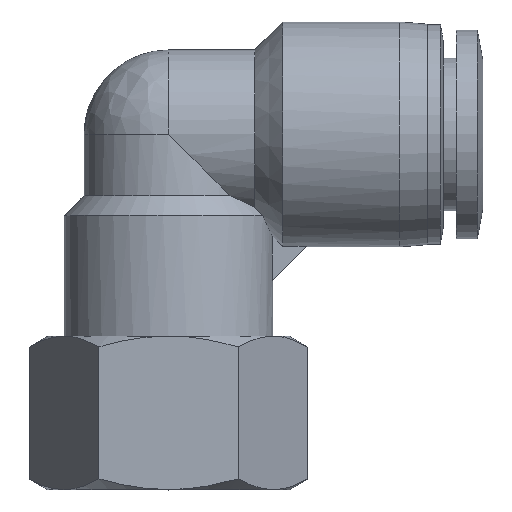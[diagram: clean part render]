
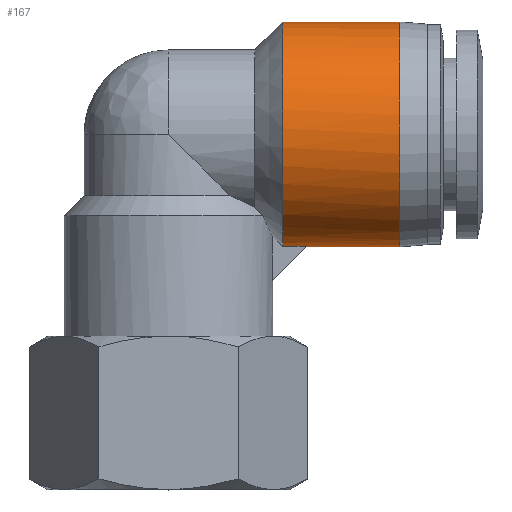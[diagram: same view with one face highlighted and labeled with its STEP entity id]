
A CAD part, top view. The second image highlights one B-rep face of the part: STEP entity #167.
In plain terms, the highlighted cylindrical face has radius 10.25 mm (diameter 20.5 mm), a partial arc.
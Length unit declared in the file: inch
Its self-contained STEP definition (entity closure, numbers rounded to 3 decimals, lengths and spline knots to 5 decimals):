
#125 = LINE ( 'NONE', #2201, #2092 ) ;
#167 = ADVANCED_FACE ( 'NONE', ( #1659 ), #1349, .T. ) ;
#205 = EDGE_CURVE ( 'NONE', #2547, #935, #627, .T. ) ;
#284 = AXIS2_PLACEMENT_3D ( 'NONE', #2332, #833, #2587 ) ;
#334 = CARTESIAN_POINT ( 'NONE',  ( 0.83071, 0.32087, 0. ) ) ;
#355 = ORIENTED_EDGE ( 'NONE', *, *, #554, .F. ) ;
#373 = EDGE_CURVE ( 'NONE', #2305, #2547, #2211, .T. ) ;
#532 =( BOUNDED_CURVE ( )  B_SPLINE_CURVE ( 3, ( #2849, #2887, #2782, #2773 ),
 .UNSPECIFIED., .F., .F. ) 
 B_SPLINE_CURVE_WITH_KNOTS ( ( 4, 4 ),
 ( 3.04388, 3.14159 ),
 .UNSPECIFIED. ) 
 CURVE ( )  GEOMETRIC_REPRESENTATION_ITEM ( )  RATIONAL_B_SPLINE_CURVE ( ( 1., 0.999, 0.999, 1. ) ) 
 REPRESENTATION_ITEM ( '' )  );
#554 = EDGE_CURVE ( 'NONE', #2305, #3151, #1541, .T. ) ;
#590 = CARTESIAN_POINT ( 'NONE',  ( 0.40945, 0.32279, 0.03937 ) ) ;
#627 = LINE ( 'NONE', #2102, #3212 ) ;
#723 = EDGE_CURVE ( 'NONE', #1699, #2580, #125, .T. ) ;
#771 = ORIENTED_EDGE ( 'NONE', *, *, #723, .T. ) ;
#833 = DIRECTION ( 'NONE',  ( 1., 0., 0. ) ) ;
#935 = VERTEX_POINT ( 'NONE', #3051 ) ;
#994 = DIRECTION ( 'NONE',  ( 1., 0., 0. ) ) ;
#1088 = EDGE_CURVE ( 'NONE', #935, #1699, #532, .T. ) ;
#1153 = CARTESIAN_POINT ( 'NONE',  ( 0.83071, 1.12795, 0. ) ) ;
#1349 = CYLINDRICAL_SURFACE ( 'NONE', #1710, 0.40354 ) ;
#1541 = LINE ( 'NONE', #1972, #2751 ) ;
#1566 = DIRECTION ( 'NONE',  ( 1., 0., 0. ) ) ;
#1659 = FACE_OUTER_BOUND ( 'NONE', #3041, .T. ) ;
#1699 = VERTEX_POINT ( 'NONE', #2467 ) ;
#1710 = AXIS2_PLACEMENT_3D ( 'NONE', #2711, #3233, #2772 ) ;
#1862 = CARTESIAN_POINT ( 'NONE',  ( 0.40945, 1.12795, 0. ) ) ;
#1972 = CARTESIAN_POINT ( 'NONE',  ( 0.62008, 1.12795, 0. ) ) ;
#2092 = VECTOR ( 'NONE', #994, 39.37008 ) ;
#2102 = CARTESIAN_POINT ( 'NONE',  ( 0.62008, 0.32279, 0.03937 ) ) ;
#2130 = AXIS2_PLACEMENT_3D ( 'NONE', #2361, #2372, #2616 ) ;
#2201 = CARTESIAN_POINT ( 'NONE',  ( 0.62008, 0.32087, 0. ) ) ;
#2211 = CIRCLE ( 'NONE', #2130, 0.40354 ) ;
#2305 = VERTEX_POINT ( 'NONE', #1862 ) ;
#2332 = CARTESIAN_POINT ( 'NONE',  ( 0.83071, 0.72441, 0. ) ) ;
#2361 = CARTESIAN_POINT ( 'NONE',  ( 0.40945, 0.72441, 0. ) ) ;
#2372 = DIRECTION ( 'NONE',  ( 1., 0., 0. ) ) ;
#2467 = CARTESIAN_POINT ( 'NONE',  ( 0.49213, 0.32087, 0. ) ) ;
#2547 = VERTEX_POINT ( 'NONE', #590 ) ;
#2580 = VERTEX_POINT ( 'NONE', #334 ) ;
#2587 = DIRECTION ( 'NONE',  ( 0., 1., 0. ) ) ;
#2616 = DIRECTION ( 'NONE',  ( 0., 1., 0. ) ) ;
#2711 = CARTESIAN_POINT ( 'NONE',  ( 0.62008, 0.72441, 0. ) ) ;
#2751 = VECTOR ( 'NONE', #1566, 39.37008 ) ;
#2772 = DIRECTION ( 'NONE',  ( 0., 1., 0. ) ) ;
#2773 = CARTESIAN_POINT ( 'NONE',  ( 0.49213, 0.32087, 0. ) ) ;
#2782 = CARTESIAN_POINT ( 'NONE',  ( 0.49213, 0.32087, 0.01315 ) ) ;
#2784 = CIRCLE ( 'NONE', #284, 0.40354 ) ;
#2801 = DIRECTION ( 'NONE',  ( 1., 0., 0. ) ) ;
#2803 = ORIENTED_EDGE ( 'NONE', *, *, #3078, .F. ) ;
#2849 = CARTESIAN_POINT ( 'NONE',  ( 0.49405, 0.32279, 0.03937 ) ) ;
#2887 = CARTESIAN_POINT ( 'NONE',  ( 0.49277, 0.32151, 0.02628 ) ) ;
#2950 = ORIENTED_EDGE ( 'NONE', *, *, #205, .T. ) ;
#3041 = EDGE_LOOP ( 'NONE', ( #3223, #771, #2803, #355, #3086, #2950 ) ) ;
#3051 = CARTESIAN_POINT ( 'NONE',  ( 0.49405, 0.32279, 0.03937 ) ) ;
#3078 = EDGE_CURVE ( 'NONE', #3151, #2580, #2784, .T. ) ;
#3086 = ORIENTED_EDGE ( 'NONE', *, *, #373, .T. ) ;
#3151 = VERTEX_POINT ( 'NONE', #1153 ) ;
#3212 = VECTOR ( 'NONE', #2801, 39.37008 ) ;
#3223 = ORIENTED_EDGE ( 'NONE', *, *, #1088, .T. ) ;
#3233 = DIRECTION ( 'NONE',  ( 1., 0., 0. ) ) ;
